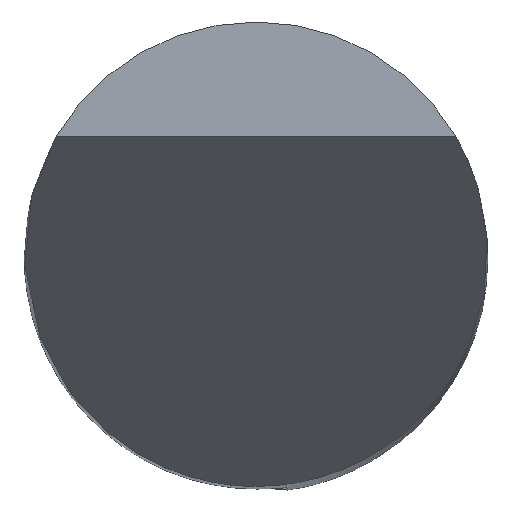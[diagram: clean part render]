
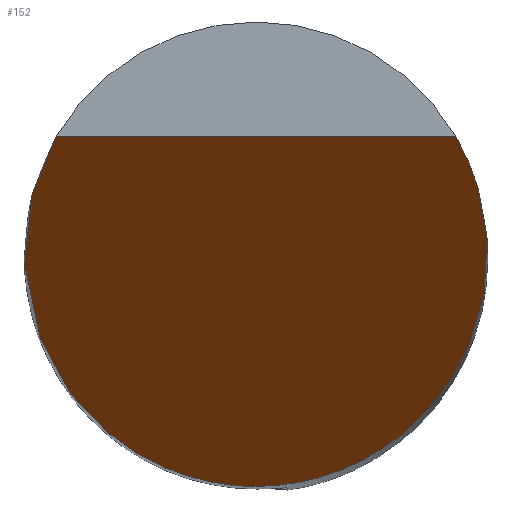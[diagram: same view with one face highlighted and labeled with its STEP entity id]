
A CAD part, top view. The second image highlights one B-rep face of the part: STEP entity #152.
In plain terms, the highlighted planar face has unit normal (0, -0.866, 0.5).
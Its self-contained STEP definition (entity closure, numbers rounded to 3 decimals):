
#45=PLANE('',#734);
#66=(
BOUNDED_CURVE()
B_SPLINE_CURVE(3,(#999,#1000,#1001,#1002),.UNSPECIFIED.,.F.,.F.)
B_SPLINE_CURVE_WITH_KNOTS((4,4),(0.,1.),.UNSPECIFIED.)
CURVE()
GEOMETRIC_REPRESENTATION_ITEM()
RATIONAL_B_SPLINE_CURVE((1.,0.665,0.665,1.))
REPRESENTATION_ITEM('')
);
#69=(
BOUNDED_CURVE()
B_SPLINE_CURVE(3,(#1053,#1054,#1055,#1056),.UNSPECIFIED.,.F.,.F.)
B_SPLINE_CURVE_WITH_KNOTS((4,4),(0.,1.),.UNSPECIFIED.)
CURVE()
GEOMETRIC_REPRESENTATION_ITEM()
RATIONAL_B_SPLINE_CURVE((1.,0.665,0.665,1.))
REPRESENTATION_ITEM('')
);
#92=LINE('',#1163,#120);
#120=VECTOR('',#814,1.);
#152=ADVANCED_FACE('',(#195),#45,.F.);
#195=FACE_OUTER_BOUND('',#233,.T.);
#233=EDGE_LOOP('',(#321,#322,#323));
#321=ORIENTED_EDGE('',*,*,#532,.T.);
#322=ORIENTED_EDGE('',*,*,#545,.T.);
#323=ORIENTED_EDGE('',*,*,#564,.T.);
#466=VERTEX_POINT('',#998);
#467=VERTEX_POINT('',#1003);
#476=VERTEX_POINT('',#1052);
#532=EDGE_CURVE('',#467,#466,#66,.T.);
#545=EDGE_CURVE('',#466,#476,#69,.T.);
#564=EDGE_CURVE('',#476,#467,#92,.T.);
#734=AXIS2_PLACEMENT_3D('',#1165,#817,#818);
#814=DIRECTION('',(-1.,0.,0.));
#817=DIRECTION('',(0.,0.866,-0.5));
#818=DIRECTION('',(0.,0.5,0.866));
#998=CARTESIAN_POINT('',(0.,-2.,-3.464));
#999=CARTESIAN_POINT('',(-1.726,1.01,1.75));
#1000=CARTESIAN_POINT('',(-2.605,-0.491,-0.85));
#1001=CARTESIAN_POINT('',(-1.74,-2.,-3.464));
#1002=CARTESIAN_POINT('',(0.,-2.,-3.464));
#1003=CARTESIAN_POINT('',(-1.726,1.01,1.75));
#1052=CARTESIAN_POINT('',(1.726,1.01,1.75));
#1053=CARTESIAN_POINT('',(0.,-2.,-3.464));
#1054=CARTESIAN_POINT('',(1.74,-2.,-3.464));
#1055=CARTESIAN_POINT('',(2.605,-0.491,-0.85));
#1056=CARTESIAN_POINT('',(1.726,1.01,1.75));
#1163=CARTESIAN_POINT('',(0.,1.01,1.75));
#1165=CARTESIAN_POINT('',(2.,-2.,-3.464));
